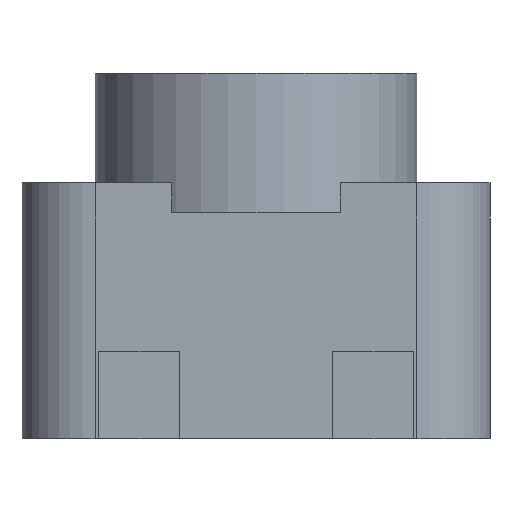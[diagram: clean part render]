
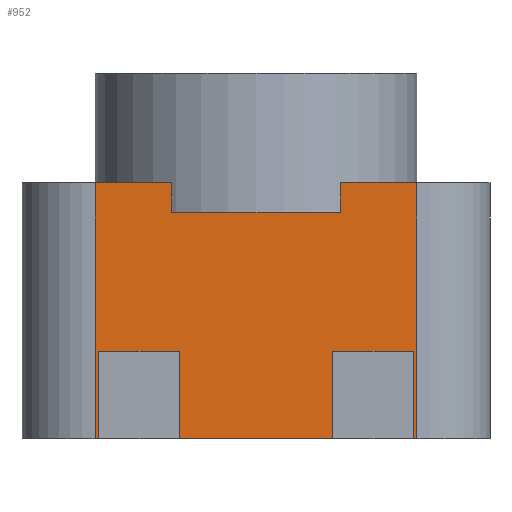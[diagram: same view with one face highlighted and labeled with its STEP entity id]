
A CAD part, left-side view. The second image highlights one B-rep face of the part: STEP entity #952.
In plain terms, the highlighted planar face has unit normal (-1, 0, 0).
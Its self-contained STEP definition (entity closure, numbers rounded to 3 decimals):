
#66=FACE_OUTER_BOUND('',#122,.T.);
#122=EDGE_LOOP('',(#724,#725,#726,#727,#728,#729,#730,#731));
#157=LINE('',#1337,#277);
#166=LINE('',#1355,#286);
#174=LINE('',#1373,#294);
#179=LINE('',#1385,#299);
#216=LINE('',#1468,#336);
#217=LINE('',#1471,#337);
#218=LINE('',#1472,#338);
#219=LINE('',#1473,#339);
#277=VECTOR('',#1078,10.);
#286=VECTOR('',#1093,10.);
#294=VECTOR('',#1107,10.);
#299=VECTOR('',#1118,10.);
#336=VECTOR('',#1193,10.);
#337=VECTOR('',#1196,10.);
#338=VECTOR('',#1197,10.);
#339=VECTOR('',#1198,10.);
#396=VERTEX_POINT('',#1333);
#398=VERTEX_POINT('',#1336);
#404=VERTEX_POINT('',#1354);
#410=VERTEX_POINT('',#1369);
#411=VERTEX_POINT('',#1371);
#415=VERTEX_POINT('',#1383);
#442=VERTEX_POINT('',#1466);
#443=VERTEX_POINT('',#1470);
#485=EDGE_CURVE('',#396,#398,#157,.T.);
#494=EDGE_CURVE('',#398,#404,#166,.T.);
#503=EDGE_CURVE('',#410,#411,#174,.T.);
#509=EDGE_CURVE('',#415,#411,#179,.T.);
#551=EDGE_CURVE('',#442,#404,#216,.T.);
#552=EDGE_CURVE('',#442,#443,#217,.T.);
#553=EDGE_CURVE('',#410,#396,#218,.T.);
#554=EDGE_CURVE('',#443,#415,#219,.T.);
#724=ORIENTED_EDGE('',*,*,#552,.F.);
#725=ORIENTED_EDGE('',*,*,#551,.T.);
#726=ORIENTED_EDGE('',*,*,#494,.F.);
#727=ORIENTED_EDGE('',*,*,#485,.F.);
#728=ORIENTED_EDGE('',*,*,#553,.F.);
#729=ORIENTED_EDGE('',*,*,#503,.T.);
#730=ORIENTED_EDGE('',*,*,#509,.F.);
#731=ORIENTED_EDGE('',*,*,#554,.F.);
#899=PLANE('',#1034);
#952=ADVANCED_FACE('',(#66),#899,.T.);
#1034=AXIS2_PLACEMENT_3D('',#1469,#1194,#1195);
#1078=DIRECTION('',(0.,0.,1.));
#1093=DIRECTION('',(0.,-1.,0.));
#1107=DIRECTION('',(0.,0.,1.));
#1118=DIRECTION('',(0.,-1.,0.));
#1193=DIRECTION('',(0.,0.,1.));
#1194=DIRECTION('center_axis',(-1.,0.,0.));
#1195=DIRECTION('ref_axis',(0.,-1.,0.));
#1196=DIRECTION('',(0.,1.,0.));
#1197=DIRECTION('',(0.,-1.,0.));
#1198=DIRECTION('',(0.,0.,1.));
#1333=CARTESIAN_POINT('',(-2.1,-0.575,1.55));
#1336=CARTESIAN_POINT('',(-2.1,-0.575,1.75));
#1337=CARTESIAN_POINT('',(-2.1,-0.575,1.55));
#1354=CARTESIAN_POINT('',(-2.1,-1.1,1.75));
#1355=CARTESIAN_POINT('',(-2.1,1.1,1.75));
#1369=CARTESIAN_POINT('',(-2.1,0.575,1.55));
#1371=CARTESIAN_POINT('',(-2.1,0.575,1.75));
#1373=CARTESIAN_POINT('',(-2.1,0.575,1.55));
#1383=CARTESIAN_POINT('',(-2.1,1.1,1.75));
#1385=CARTESIAN_POINT('',(-2.1,1.1,1.75));
#1466=CARTESIAN_POINT('',(-2.1,-1.1,0.));
#1468=CARTESIAN_POINT('',(-2.1,-1.1,0.));
#1469=CARTESIAN_POINT('Origin',(-2.1,1.1,0.));
#1470=CARTESIAN_POINT('',(-2.1,1.1,0.));
#1471=CARTESIAN_POINT('',(-2.1,-1.1,0.));
#1472=CARTESIAN_POINT('',(-2.1,-1.1,1.55));
#1473=CARTESIAN_POINT('',(-2.1,1.1,0.));
